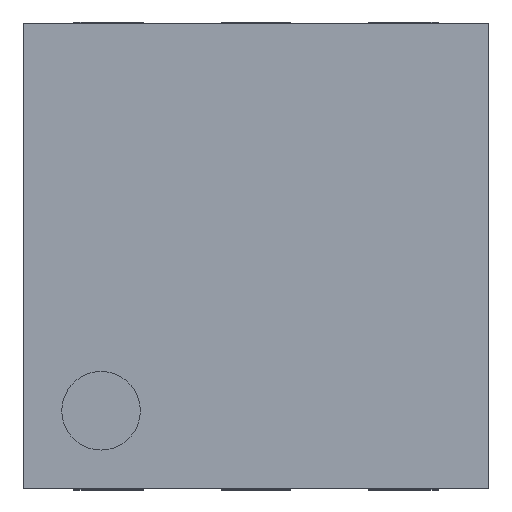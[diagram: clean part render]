
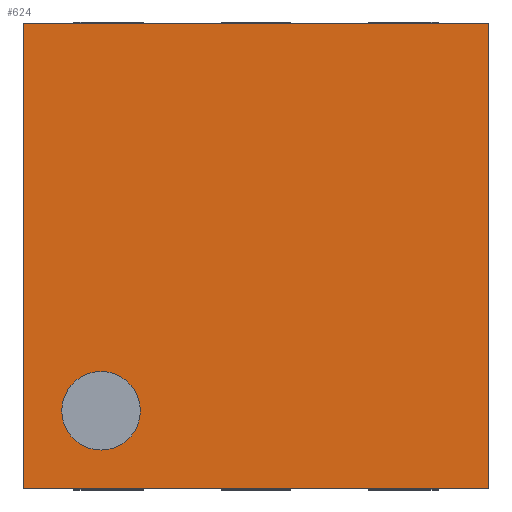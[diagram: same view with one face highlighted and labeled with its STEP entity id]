
A CAD part, top view. The second image highlights one B-rep face of the part: STEP entity #624.
In plain terms, the highlighted planar face has unit normal (0, 0, 1).
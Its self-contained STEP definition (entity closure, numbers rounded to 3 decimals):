
#35 = VERTEX_POINT('',#36);
#36 = CARTESIAN_POINT('',(-1.,-1.254,0.775));
#42 = EDGE_CURVE('',#43,#35,#45,.T.);
#43 = VERTEX_POINT('',#44);
#44 = CARTESIAN_POINT('',(-1.,-0.746,0.775));
#45 = CIRCLE('',#46,0.254);
#46 = AXIS2_PLACEMENT_3D('',#47,#48,#49);
#47 = CARTESIAN_POINT('',(-1.,-1.,0.775));
#48 = DIRECTION('',(0.,0.,1.));
#49 = DIRECTION('',(0.,-1.,0.));
#481 = VERTEX_POINT('',#482);
#482 = CARTESIAN_POINT('',(-1.5,1.5,0.775));
#488 = EDGE_CURVE('',#489,#481,#491,.T.);
#489 = VERTEX_POINT('',#490);
#490 = CARTESIAN_POINT('',(1.5,1.5,0.775));
#491 = LINE('',#492,#493);
#492 = CARTESIAN_POINT('',(-1.5,1.5,0.775));
#493 = VECTOR('',#494,1.);
#494 = DIRECTION('',(-1.,0.,0.));
#521 = VERTEX_POINT('',#522);
#522 = CARTESIAN_POINT('',(1.5,-1.5,0.775));
#528 = EDGE_CURVE('',#521,#529,#531,.T.);
#529 = VERTEX_POINT('',#530);
#530 = CARTESIAN_POINT('',(-1.5,-1.5,0.775));
#531 = LINE('',#532,#533);
#532 = CARTESIAN_POINT('',(-1.5,-1.5,0.775));
#533 = VECTOR('',#534,1.);
#534 = DIRECTION('',(-1.,0.,0.));
#612 = EDGE_CURVE('',#521,#489,#613,.T.);
#613 = LINE('',#614,#615);
#614 = CARTESIAN_POINT('',(1.5,-1.5,0.775));
#615 = VECTOR('',#616,1.);
#616 = DIRECTION('',(0.,1.,0.));
#624 = ADVANCED_FACE('',(#625,#635),#646,.F.);
#625 = FACE_BOUND('',#626,.T.);
#626 = EDGE_LOOP('',(#627,#634));
#627 = ORIENTED_EDGE('',*,*,#628,.F.);
#628 = EDGE_CURVE('',#35,#43,#629,.T.);
#629 = CIRCLE('',#630,0.254);
#630 = AXIS2_PLACEMENT_3D('',#631,#632,#633);
#631 = CARTESIAN_POINT('',(-1.,-1.,0.775));
#632 = DIRECTION('',(0.,0.,1.));
#633 = DIRECTION('',(0.,-1.,0.));
#634 = ORIENTED_EDGE('',*,*,#42,.F.);
#635 = FACE_BOUND('',#636,.T.);
#636 = EDGE_LOOP('',(#637,#638,#644,#645));
#637 = ORIENTED_EDGE('',*,*,#488,.T.);
#638 = ORIENTED_EDGE('',*,*,#639,.F.);
#639 = EDGE_CURVE('',#529,#481,#640,.T.);
#640 = LINE('',#641,#642);
#641 = CARTESIAN_POINT('',(-1.5,-1.5,0.775));
#642 = VECTOR('',#643,1.);
#643 = DIRECTION('',(0.,1.,0.));
#644 = ORIENTED_EDGE('',*,*,#528,.F.);
#645 = ORIENTED_EDGE('',*,*,#612,.T.);
#646 = PLANE('',#647);
#647 = AXIS2_PLACEMENT_3D('',#648,#649,#650);
#648 = CARTESIAN_POINT('',(-1.5,-1.5,0.775));
#649 = DIRECTION('',(0.,0.,-1.));
#650 = DIRECTION('',(0.,1.,0.));
